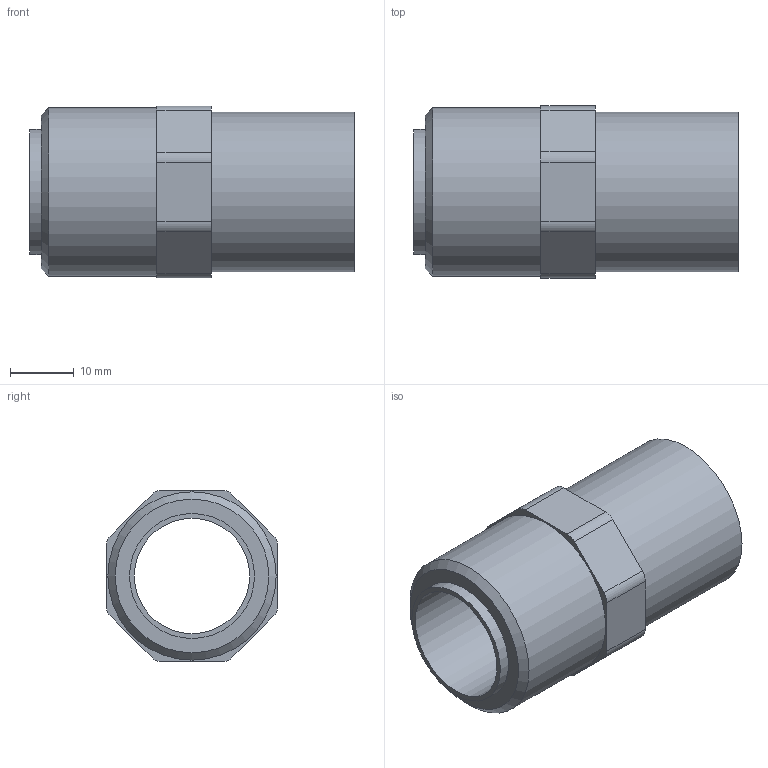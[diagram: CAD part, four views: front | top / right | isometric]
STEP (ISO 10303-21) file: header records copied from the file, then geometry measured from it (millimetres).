
FILE_DESCRIPTION(/* description */ ('STEP AP203'),/* implementation_level */ '2;1');
FILE_NAME(/* name */ 'AGRU_72033252511_Adaptor Male Thread_R-thread_PP Pure grey_25X3_4 SDR11 ISO S-5 (architecture400)',/* time_stamp */ '2022-11-01T13:48:21+01:00',/* author */ ('License CC BY-ND 4.0'),/* organization */ ('CADENAS'),/* preprocessor_version */ 'ST-DEVELOPER v18.102',/* originating_system */ 'PARTsolutions',/* authorisation */ ' ');
FILE_SCHEMA (('CONFIG_CONTROL_DESIGN'));
Length unit declared in the file: millimetre
Products named in the file (1): AGRU_72033252511_Adaptor Male Thread_R-thread_PP Pure grey_25X3/4 SDR
11  ISO S-5 (architecture400)
Bounding box: 51 x 27 x 27 mm (x, y, z)
Volume: 13526.6 mm3; surface area: 7676.5 mm2
Topology: 1 solids, 1 shells, 26 faces, 62 edges, 41 vertices
Faces by surface type: plane 13, cylinder 12, cone 1
Full cylindrical faces by diameter (mm): 18.1 x1, 19.633 x1, 25 x1, 26.44 x1
Entity records: 772 total; most frequent: DIRECTION 136, CARTESIAN_POINT 125, ORIENTED_EDGE 114, EDGE_CURVE 57, AXIS2_PLACEMENT_3D 52, VERTEX_POINT 41, EDGE_LOOP 36, FACE_BOUND 36
